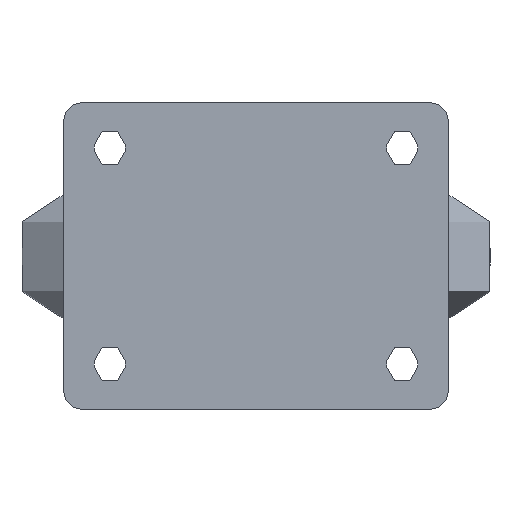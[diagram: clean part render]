
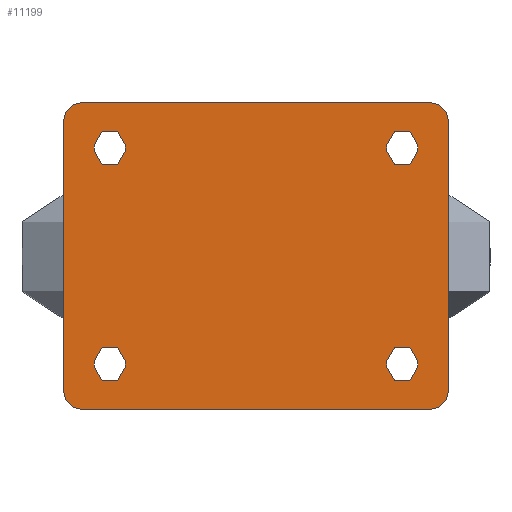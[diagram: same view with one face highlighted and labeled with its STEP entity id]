
A CAD part, top view. The second image highlights one B-rep face of the part: STEP entity #11199.
In plain terms, the highlighted planar face has unit normal (0, 0, 1).
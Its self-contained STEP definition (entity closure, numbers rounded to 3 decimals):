
#979=FACE_BOUND('',#2108,.T.);
#980=FACE_BOUND('',#2109,.T.);
#981=FACE_BOUND('',#2110,.T.);
#982=FACE_BOUND('',#2111,.T.);
#1170=PLANE('',#12069);
#1434=FACE_OUTER_BOUND('',#2107,.T.);
#2107=EDGE_LOOP('',(#7710,#7711,#7712,#7713,#7714,#7715,#7716,#7717));
#2108=EDGE_LOOP('',(#7718,#7719,#7720,#7721));
#2109=EDGE_LOOP('',(#7722,#7723,#7724,#7725));
#2110=EDGE_LOOP('',(#7726,#7727,#7728,#7729));
#2111=EDGE_LOOP('',(#7730,#7731,#7732,#7733));
#2974=LINE('',#15869,#3722);
#2975=LINE('',#15871,#3723);
#2976=LINE('',#15872,#3724);
#2977=LINE('',#15873,#3725);
#2978=LINE('',#15876,#3726);
#2979=LINE('',#15880,#3727);
#2980=LINE('',#15884,#3728);
#2981=LINE('',#15888,#3729);
#2982=LINE('',#15892,#3730);
#2983=LINE('',#15896,#3731);
#2984=LINE('',#15900,#3732);
#2985=LINE('',#15904,#3733);
#3722=VECTOR('',#13110,1000.);
#3723=VECTOR('',#13113,1000.);
#3724=VECTOR('',#13114,1000.);
#3725=VECTOR('',#13115,1000.);
#3726=VECTOR('',#13116,1000.);
#3727=VECTOR('',#13119,1000.);
#3728=VECTOR('',#13122,1000.);
#3729=VECTOR('',#13125,1000.);
#3730=VECTOR('',#13128,1000.);
#3731=VECTOR('',#13131,1000.);
#3732=VECTOR('',#13134,1000.);
#3733=VECTOR('',#13137,1000.);
#4463=CIRCLE('',#12057,6.);
#4465=CIRCLE('',#12060,6.);
#4467=CIRCLE('',#12063,6.);
#4469=CIRCLE('',#12066,6.);
#4471=CIRCLE('',#12070,5.5);
#4472=CIRCLE('',#12071,5.5);
#4473=CIRCLE('',#12072,5.5);
#4474=CIRCLE('',#12073,5.5);
#4475=CIRCLE('',#12074,5.5);
#4476=CIRCLE('',#12075,5.5);
#4477=CIRCLE('',#12076,5.5);
#4478=CIRCLE('',#12077,5.5);
#4909=VERTEX_POINT('',#15832);
#4910=VERTEX_POINT('',#15833);
#4913=VERTEX_POINT('',#15841);
#4914=VERTEX_POINT('',#15842);
#4917=VERTEX_POINT('',#15850);
#4918=VERTEX_POINT('',#15851);
#4921=VERTEX_POINT('',#15859);
#4922=VERTEX_POINT('',#15860);
#4925=VERTEX_POINT('',#15874);
#4926=VERTEX_POINT('',#15875);
#4927=VERTEX_POINT('',#15877);
#4928=VERTEX_POINT('',#15879);
#4929=VERTEX_POINT('',#15882);
#4930=VERTEX_POINT('',#15883);
#4931=VERTEX_POINT('',#15885);
#4932=VERTEX_POINT('',#15887);
#4933=VERTEX_POINT('',#15890);
#4934=VERTEX_POINT('',#15891);
#4935=VERTEX_POINT('',#15893);
#4936=VERTEX_POINT('',#15895);
#4937=VERTEX_POINT('',#15898);
#4938=VERTEX_POINT('',#15899);
#4939=VERTEX_POINT('',#15901);
#4940=VERTEX_POINT('',#15903);
#6022=EDGE_CURVE('',#4909,#4910,#4463,.T.);
#6026=EDGE_CURVE('',#4913,#4914,#4465,.T.);
#6030=EDGE_CURVE('',#4917,#4918,#4467,.T.);
#6034=EDGE_CURVE('',#4921,#4922,#4469,.T.);
#6039=EDGE_CURVE('',#4918,#4921,#2974,.T.);
#6040=EDGE_CURVE('',#4917,#4910,#2975,.T.);
#6041=EDGE_CURVE('',#4909,#4914,#2976,.T.);
#6042=EDGE_CURVE('',#4922,#4913,#2977,.T.);
#6043=EDGE_CURVE('',#4925,#4926,#2978,.T.);
#6044=EDGE_CURVE('',#4926,#4927,#4471,.T.);
#6045=EDGE_CURVE('',#4927,#4928,#2979,.T.);
#6046=EDGE_CURVE('',#4928,#4925,#4472,.T.);
#6047=EDGE_CURVE('',#4929,#4930,#2980,.T.);
#6048=EDGE_CURVE('',#4930,#4931,#4473,.T.);
#6049=EDGE_CURVE('',#4931,#4932,#2981,.T.);
#6050=EDGE_CURVE('',#4932,#4929,#4474,.T.);
#6051=EDGE_CURVE('',#4933,#4934,#2982,.T.);
#6052=EDGE_CURVE('',#4935,#4933,#4475,.T.);
#6053=EDGE_CURVE('',#4936,#4935,#2983,.T.);
#6054=EDGE_CURVE('',#4934,#4936,#4476,.T.);
#6055=EDGE_CURVE('',#4937,#4938,#2984,.T.);
#6056=EDGE_CURVE('',#4939,#4937,#4477,.T.);
#6057=EDGE_CURVE('',#4940,#4939,#2985,.T.);
#6058=EDGE_CURVE('',#4938,#4940,#4478,.T.);
#7710=ORIENTED_EDGE('',*,*,#6034,.F.);
#7711=ORIENTED_EDGE('',*,*,#6039,.F.);
#7712=ORIENTED_EDGE('',*,*,#6030,.F.);
#7713=ORIENTED_EDGE('',*,*,#6040,.T.);
#7714=ORIENTED_EDGE('',*,*,#6022,.F.);
#7715=ORIENTED_EDGE('',*,*,#6041,.T.);
#7716=ORIENTED_EDGE('',*,*,#6026,.F.);
#7717=ORIENTED_EDGE('',*,*,#6042,.F.);
#7718=ORIENTED_EDGE('',*,*,#6043,.T.);
#7719=ORIENTED_EDGE('',*,*,#6044,.T.);
#7720=ORIENTED_EDGE('',*,*,#6045,.T.);
#7721=ORIENTED_EDGE('',*,*,#6046,.T.);
#7722=ORIENTED_EDGE('',*,*,#6047,.T.);
#7723=ORIENTED_EDGE('',*,*,#6048,.T.);
#7724=ORIENTED_EDGE('',*,*,#6049,.T.);
#7725=ORIENTED_EDGE('',*,*,#6050,.T.);
#7726=ORIENTED_EDGE('',*,*,#6051,.F.);
#7727=ORIENTED_EDGE('',*,*,#6052,.F.);
#7728=ORIENTED_EDGE('',*,*,#6053,.F.);
#7729=ORIENTED_EDGE('',*,*,#6054,.F.);
#7730=ORIENTED_EDGE('',*,*,#6055,.F.);
#7731=ORIENTED_EDGE('',*,*,#6056,.F.);
#7732=ORIENTED_EDGE('',*,*,#6057,.F.);
#7733=ORIENTED_EDGE('',*,*,#6058,.F.);
#11199=ADVANCED_FACE('',(#1434,#979,#980,#981,#982),#1170,.T.);
#12057=AXIS2_PLACEMENT_3D('',#15834,#13077,#13078);
#12060=AXIS2_PLACEMENT_3D('',#15843,#13085,#13086);
#12063=AXIS2_PLACEMENT_3D('',#15852,#13093,#13094);
#12066=AXIS2_PLACEMENT_3D('',#15861,#13101,#13102);
#12069=AXIS2_PLACEMENT_3D('',#15870,#13111,#13112);
#12070=AXIS2_PLACEMENT_3D('',#15878,#13117,#13118);
#12071=AXIS2_PLACEMENT_3D('',#15881,#13120,#13121);
#12072=AXIS2_PLACEMENT_3D('',#15886,#13123,#13124);
#12073=AXIS2_PLACEMENT_3D('',#15889,#13126,#13127);
#12074=AXIS2_PLACEMENT_3D('',#15894,#13129,#13130);
#12075=AXIS2_PLACEMENT_3D('',#15897,#13132,#13133);
#12076=AXIS2_PLACEMENT_3D('',#15902,#13135,#13136);
#12077=AXIS2_PLACEMENT_3D('',#15905,#13138,#13139);
#13077=DIRECTION('center_axis',(0.,0.,-1.));
#13078=DIRECTION('ref_axis',(-0.707,0.707,0.));
#13085=DIRECTION('center_axis',(0.,0.,-1.));
#13086=DIRECTION('ref_axis',(-0.707,-0.707,0.));
#13093=DIRECTION('center_axis',(0.,0.,-1.));
#13094=DIRECTION('ref_axis',(0.707,0.707,0.));
#13101=DIRECTION('center_axis',(0.,0.,-1.));
#13102=DIRECTION('ref_axis',(0.707,-0.707,0.));
#13110=DIRECTION('',(0.,-1.,0.));
#13111=DIRECTION('center_axis',(0.,0.,1.));
#13112=DIRECTION('ref_axis',(1.,0.,0.));
#13113=DIRECTION('',(-1.,0.,0.));
#13114=DIRECTION('',(0.,-1.,0.));
#13115=DIRECTION('',(-1.,0.,0.));
#13116=DIRECTION('',(0.,-1.,0.));
#13117=DIRECTION('center_axis',(0.,0.,-1.));
#13118=DIRECTION('ref_axis',(-1.,0.,0.));
#13119=DIRECTION('',(0.,1.,0.));
#13120=DIRECTION('center_axis',(0.,0.,-1.));
#13121=DIRECTION('ref_axis',(-1.,0.,0.));
#13122=DIRECTION('',(0.,-1.,0.));
#13123=DIRECTION('center_axis',(0.,0.,-1.));
#13124=DIRECTION('ref_axis',(1.,0.,0.));
#13125=DIRECTION('',(0.,1.,0.));
#13126=DIRECTION('center_axis',(0.,0.,-1.));
#13127=DIRECTION('ref_axis',(1.,0.,0.));
#13128=DIRECTION('',(0.,1.,0.));
#13129=DIRECTION('center_axis',(0.,0.,1.));
#13130=DIRECTION('ref_axis',(-1.,0.,0.));
#13131=DIRECTION('',(0.,-1.,0.));
#13132=DIRECTION('center_axis',(0.,0.,1.));
#13133=DIRECTION('ref_axis',(-1.,0.,0.));
#13134=DIRECTION('',(0.,1.,0.));
#13135=DIRECTION('center_axis',(0.,0.,1.));
#13136=DIRECTION('ref_axis',(1.,0.,0.));
#13137=DIRECTION('',(0.,-1.,0.));
#13138=DIRECTION('center_axis',(0.,0.,1.));
#13139=DIRECTION('ref_axis',(1.,0.,0.));
#15832=CARTESIAN_POINT('',(-69.,49.,0.));
#15833=CARTESIAN_POINT('',(-63.,55.,0.));
#15834=CARTESIAN_POINT('Origin',(-63.,49.,0.));
#15841=CARTESIAN_POINT('',(-63.,-55.,0.));
#15842=CARTESIAN_POINT('',(-69.,-49.,0.));
#15843=CARTESIAN_POINT('Origin',(-63.,-49.,0.));
#15850=CARTESIAN_POINT('',(63.,55.,0.));
#15851=CARTESIAN_POINT('',(69.,49.,0.));
#15852=CARTESIAN_POINT('Origin',(63.,49.,0.));
#15859=CARTESIAN_POINT('',(69.,-49.,0.));
#15860=CARTESIAN_POINT('',(63.,-55.,0.));
#15861=CARTESIAN_POINT('Origin',(63.,-49.,0.));
#15869=CARTESIAN_POINT('',(69.,55.,0.));
#15870=CARTESIAN_POINT('Origin',(0.,0.,0.));
#15871=CARTESIAN_POINT('',(69.,55.,0.));
#15872=CARTESIAN_POINT('',(-69.,55.,0.));
#15873=CARTESIAN_POINT('',(69.,-55.,0.));
#15874=CARTESIAN_POINT('',(58.,-37.5,0.));
#15875=CARTESIAN_POINT('',(58.,-40.,0.));
#15876=CARTESIAN_POINT('',(58.,-40.,0.));
#15877=CARTESIAN_POINT('',(47.,-40.,0.));
#15878=CARTESIAN_POINT('Origin',(52.5,-40.,0.));
#15879=CARTESIAN_POINT('',(47.,-37.5,0.));
#15880=CARTESIAN_POINT('',(47.,-40.,0.));
#15881=CARTESIAN_POINT('Origin',(52.5,-37.5,0.));
#15882=CARTESIAN_POINT('',(-47.,-37.5,0.));
#15883=CARTESIAN_POINT('',(-47.,-40.,0.));
#15884=CARTESIAN_POINT('',(-47.,-40.,0.));
#15885=CARTESIAN_POINT('',(-58.,-40.,0.));
#15886=CARTESIAN_POINT('Origin',(-52.5,-40.,0.));
#15887=CARTESIAN_POINT('',(-58.,-37.5,0.));
#15888=CARTESIAN_POINT('',(-58.,-40.,0.));
#15889=CARTESIAN_POINT('Origin',(-52.5,-37.5,0.));
#15890=CARTESIAN_POINT('',(58.,37.5,0.));
#15891=CARTESIAN_POINT('',(58.,40.,0.));
#15892=CARTESIAN_POINT('',(58.,40.,0.));
#15893=CARTESIAN_POINT('',(47.,37.5,0.));
#15894=CARTESIAN_POINT('Origin',(52.5,37.5,0.));
#15895=CARTESIAN_POINT('',(47.,40.,0.));
#15896=CARTESIAN_POINT('',(47.,40.,0.));
#15897=CARTESIAN_POINT('Origin',(52.5,40.,0.));
#15898=CARTESIAN_POINT('',(-47.,37.5,0.));
#15899=CARTESIAN_POINT('',(-47.,40.,0.));
#15900=CARTESIAN_POINT('',(-47.,40.,0.));
#15901=CARTESIAN_POINT('',(-58.,37.5,0.));
#15902=CARTESIAN_POINT('Origin',(-52.5,37.5,0.));
#15903=CARTESIAN_POINT('',(-58.,40.,0.));
#15904=CARTESIAN_POINT('',(-58.,40.,0.));
#15905=CARTESIAN_POINT('Origin',(-52.5,40.,0.));
